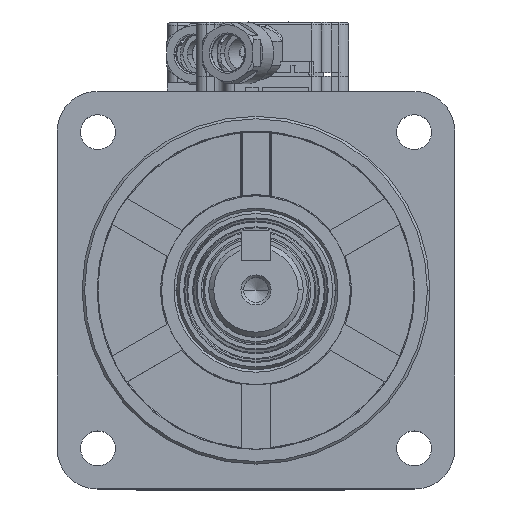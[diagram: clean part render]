
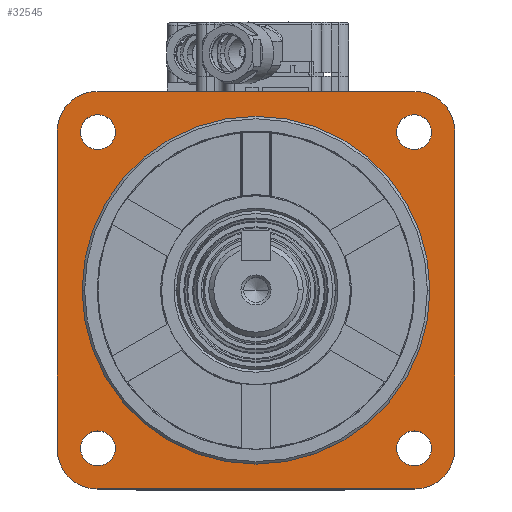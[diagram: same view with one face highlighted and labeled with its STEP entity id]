
A CAD part, top view. The second image highlights one B-rep face of the part: STEP entity #32545.
In plain terms, the highlighted planar face has unit normal (0, 0, 1).
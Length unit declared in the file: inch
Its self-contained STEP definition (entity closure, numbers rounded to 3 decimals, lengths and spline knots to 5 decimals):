
#30739=CARTESIAN_POINT('',(1.25984,1.25984,
0.15748));
#30740=DIRECTION('',(0.,0.,-1.));
#30741=DIRECTION('',(0.,1.,0.));
#30742=AXIS2_PLACEMENT_3D('',#30739,#30740,#30741);
#30744=CARTESIAN_POINT('',(1.25984,-1.25984,
0.15748));
#30745=DIRECTION('',(0.,0.,-1.));
#30746=DIRECTION('',(1.,0.,0.));
#30747=AXIS2_PLACEMENT_3D('',#30744,#30745,#30746);
#30749=CARTESIAN_POINT('',(-1.25984,-1.25984,
0.15748));
#30750=DIRECTION('',(0.,0.,-1.));
#30751=DIRECTION('',(0.,-1.,0.));
#30752=AXIS2_PLACEMENT_3D('',#30749,#30750,#30751);
#30754=CARTESIAN_POINT('',(-1.25984,1.25984,
0.15748));
#30755=DIRECTION('',(0.,0.,-1.));
#30756=DIRECTION('',(-1.,0.,0.));
#30757=AXIS2_PLACEMENT_3D('',#30754,#30755,#30756);
#30759=CARTESIAN_POINT('',(0.,0.,0.15748));
#30760=DIRECTION('',(0.,0.,1.));
#30761=DIRECTION('',(-1.,0.,0.));
#30762=AXIS2_PLACEMENT_3D('',#30759,#30760,#30761);
#30764=CARTESIAN_POINT('',(0.,0.,0.15748));
#30765=DIRECTION('',(0.,0.,1.));
#30766=DIRECTION('',(1.,0.,0.));
#30767=AXIS2_PLACEMENT_3D('',#30764,#30765,#30766);
#30769=CARTESIAN_POINT('',(-1.25275,-1.25275,
0.15748));
#30770=DIRECTION('',(0.,0.,1.));
#30771=DIRECTION('',(1.,0.,0.));
#30772=AXIS2_PLACEMENT_3D('',#30769,#30770,#30771);
#30774=CARTESIAN_POINT('',(-1.25275,-1.25275,
0.15748));
#30775=DIRECTION('',(0.,0.,1.));
#30776=DIRECTION('',(-1.,0.,0.));
#30777=AXIS2_PLACEMENT_3D('',#30774,#30775,#30776);
#30779=CARTESIAN_POINT('',(1.25275,-1.25275,
0.15748));
#30780=DIRECTION('',(0.,0.,1.));
#30781=DIRECTION('',(1.,0.,0.));
#30782=AXIS2_PLACEMENT_3D('',#30779,#30780,#30781);
#30784=CARTESIAN_POINT('',(1.25275,-1.25275,
0.15748));
#30785=DIRECTION('',(0.,0.,1.));
#30786=DIRECTION('',(-1.,0.,0.));
#30787=AXIS2_PLACEMENT_3D('',#30784,#30785,#30786);
#30789=CARTESIAN_POINT('',(1.25275,1.25275,
0.15748));
#30790=DIRECTION('',(0.,0.,1.));
#30791=DIRECTION('',(1.,0.,0.));
#30792=AXIS2_PLACEMENT_3D('',#30789,#30790,#30791);
#30794=CARTESIAN_POINT('',(1.25275,1.25275,
0.15748));
#30795=DIRECTION('',(0.,0.,1.));
#30796=DIRECTION('',(-1.,0.,0.));
#30797=AXIS2_PLACEMENT_3D('',#30794,#30795,#30796);
#30799=CARTESIAN_POINT('',(-1.25275,1.25275,
0.15748));
#30800=DIRECTION('',(0.,0.,1.));
#30801=DIRECTION('',(1.,0.,0.));
#30802=AXIS2_PLACEMENT_3D('',#30799,#30800,#30801);
#30804=CARTESIAN_POINT('',(-1.25275,1.25275,
0.15748));
#30805=DIRECTION('',(0.,0.,1.));
#30806=DIRECTION('',(-1.,0.,0.));
#30807=AXIS2_PLACEMENT_3D('',#30804,#30805,#30806);
#30841=DIRECTION('',(-1.,0.,0.));
#30842=VECTOR('',#30841,2.51969);
#30843=CARTESIAN_POINT('',(1.25984,1.5748,
0.15748));
#30844=LINE('',#30843,#30842);
#30921=DIRECTION('',(1.,0.,0.));
#30922=VECTOR('',#30921,2.51969);
#30923=CARTESIAN_POINT('',(-1.25984,-1.5748,
0.15748));
#30924=LINE('',#30923,#30922);
#30953=DIRECTION('',(0.,-1.,0.));
#30954=VECTOR('',#30953,2.51969);
#30955=CARTESIAN_POINT('',(-1.5748,1.25984,
0.15748));
#30956=LINE('',#30955,#30954);
#31093=DIRECTION('',(0.,1.,0.));
#31094=VECTOR('',#31093,2.51969);
#31095=CARTESIAN_POINT('',(1.5748,-1.25984,
0.15748));
#31096=LINE('',#31095,#31094);
#31929=CARTESIAN_POINT('',(-1.37795,0.,0.15748));
#31930=VERTEX_POINT('',#31929);
#31931=CARTESIAN_POINT('',(1.37795,0.,0.15748));
#31932=VERTEX_POINT('',#31931);
#31933=CARTESIAN_POINT('',(1.25984,1.5748,
0.15748));
#31934=CARTESIAN_POINT('',(1.5748,1.25984,
0.15748));
#31935=VERTEX_POINT('',#31933);
#31936=VERTEX_POINT('',#31934);
#31937=CARTESIAN_POINT('',(1.5748,-1.25984,
0.15748));
#31938=VERTEX_POINT('',#31937);
#31939=CARTESIAN_POINT('',(1.25984,-1.5748,
0.15748));
#31940=VERTEX_POINT('',#31939);
#31941=CARTESIAN_POINT('',(-1.25984,-1.5748,
0.15748));
#31942=VERTEX_POINT('',#31941);
#31943=CARTESIAN_POINT('',(-1.5748,-1.25984,
0.15748));
#31944=VERTEX_POINT('',#31943);
#31945=CARTESIAN_POINT('',(-1.5748,1.25984,
0.15748));
#31946=VERTEX_POINT('',#31945);
#31947=CARTESIAN_POINT('',(-1.25984,1.5748,
0.15748));
#31948=VERTEX_POINT('',#31947);
#31949=CARTESIAN_POINT('',(-1.11495,-1.25275,
0.15748));
#31950=CARTESIAN_POINT('',(-1.39054,-1.25275,
0.15748));
#31951=VERTEX_POINT('',#31949);
#31952=VERTEX_POINT('',#31950);
#31953=CARTESIAN_POINT('',(1.39054,-1.25275,
0.15748));
#31954=CARTESIAN_POINT('',(1.11495,-1.25275,
0.15748));
#31955=VERTEX_POINT('',#31953);
#31956=VERTEX_POINT('',#31954);
#31957=CARTESIAN_POINT('',(1.39054,1.25275,
0.15748));
#31958=CARTESIAN_POINT('',(1.11495,1.25275,
0.15748));
#31959=VERTEX_POINT('',#31957);
#31960=VERTEX_POINT('',#31958);
#31961=CARTESIAN_POINT('',(-1.11495,1.25275,
0.15748));
#31962=CARTESIAN_POINT('',(-1.39054,1.25275,
0.15748));
#31963=VERTEX_POINT('',#31961);
#31964=VERTEX_POINT('',#31962);
#32494=CARTESIAN_POINT('',(1.25984,1.25984,
0.15748));
#32495=DIRECTION('',(0.,0.,1.));
#32496=DIRECTION('',(1.,0.,0.));
#32497=AXIS2_PLACEMENT_3D('',#32494,#32495,#32496);
#32498=PLANE('',#32497);
#32500=ORIENTED_EDGE('',*,*,#32499,.T.);
#32502=ORIENTED_EDGE('',*,*,#32501,.F.);
#32504=ORIENTED_EDGE('',*,*,#32503,.T.);
#32506=ORIENTED_EDGE('',*,*,#32505,.F.);
#32508=ORIENTED_EDGE('',*,*,#32507,.T.);
#32510=ORIENTED_EDGE('',*,*,#32509,.F.);
#32512=ORIENTED_EDGE('',*,*,#32511,.T.);
#32514=ORIENTED_EDGE('',*,*,#32513,.F.);
#32515=EDGE_LOOP('',(#32500,#32502,#32504,#32506,#32508,#32510,#32512,#32514));
#32516=FACE_OUTER_BOUND('',#32515,.F.);
#32517=ORIENTED_EDGE('',*,*,#32487,.T.);
#32518=ORIENTED_EDGE('',*,*,#32474,.T.);
#32519=EDGE_LOOP('',(#32517,#32518));
#32520=FACE_BOUND('',#32519,.F.);
#32522=ORIENTED_EDGE('',*,*,#32521,.T.);
#32524=ORIENTED_EDGE('',*,*,#32523,.T.);
#32525=EDGE_LOOP('',(#32522,#32524));
#32526=FACE_BOUND('',#32525,.F.);
#32528=ORIENTED_EDGE('',*,*,#32527,.T.);
#32530=ORIENTED_EDGE('',*,*,#32529,.T.);
#32531=EDGE_LOOP('',(#32528,#32530));
#32532=FACE_BOUND('',#32531,.F.);
#32534=ORIENTED_EDGE('',*,*,#32533,.T.);
#32536=ORIENTED_EDGE('',*,*,#32535,.T.);
#32537=EDGE_LOOP('',(#32534,#32536));
#32538=FACE_BOUND('',#32537,.F.);
#32540=ORIENTED_EDGE('',*,*,#32539,.T.);
#32542=ORIENTED_EDGE('',*,*,#32541,.T.);
#32543=EDGE_LOOP('',(#32540,#32542));
#32544=FACE_BOUND('',#32543,.F.);
#32545=ADVANCED_FACE('',(#32516,#32520,#32526,#32532,#32538,#32544),#32498,.T.);
#30743=CIRCLE('',#30742,0.31496);
#30748=CIRCLE('',#30747,0.31496);
#30753=CIRCLE('',#30752,0.31496);
#30758=CIRCLE('',#30757,0.31496);
#30763=CIRCLE('',#30762,1.37795);
#30768=CIRCLE('',#30767,1.37795);
#30773=CIRCLE('',#30772,0.1378);
#30778=CIRCLE('',#30777,0.1378);
#30783=CIRCLE('',#30782,0.1378);
#30788=CIRCLE('',#30787,0.1378);
#30793=CIRCLE('',#30792,0.1378);
#30798=CIRCLE('',#30797,0.1378);
#30803=CIRCLE('',#30802,0.1378);
#30808=CIRCLE('',#30807,0.1378);
#32474=EDGE_CURVE('',#31932,#31930,#30768,.T.);
#32487=EDGE_CURVE('',#31930,#31932,#30763,.T.);
#32499=EDGE_CURVE('',#31935,#31936,#30743,.T.);
#32501=EDGE_CURVE('',#31938,#31936,#31096,.T.);
#32503=EDGE_CURVE('',#31938,#31940,#30748,.T.);
#32505=EDGE_CURVE('',#31942,#31940,#30924,.T.);
#32507=EDGE_CURVE('',#31942,#31944,#30753,.T.);
#32509=EDGE_CURVE('',#31946,#31944,#30956,.T.);
#32511=EDGE_CURVE('',#31946,#31948,#30758,.T.);
#32513=EDGE_CURVE('',#31935,#31948,#30844,.T.);
#32521=EDGE_CURVE('',#31951,#31952,#30773,.T.);
#32523=EDGE_CURVE('',#31952,#31951,#30778,.T.);
#32527=EDGE_CURVE('',#31955,#31956,#30783,.T.);
#32529=EDGE_CURVE('',#31956,#31955,#30788,.T.);
#32533=EDGE_CURVE('',#31959,#31960,#30793,.T.);
#32535=EDGE_CURVE('',#31960,#31959,#30798,.T.);
#32539=EDGE_CURVE('',#31963,#31964,#30803,.T.);
#32541=EDGE_CURVE('',#31964,#31963,#30808,.T.);
